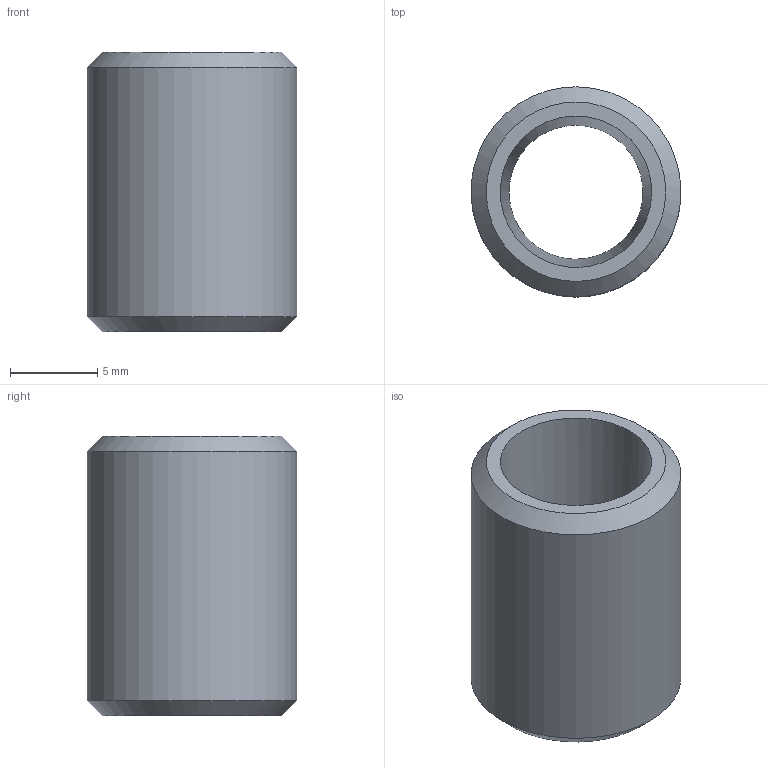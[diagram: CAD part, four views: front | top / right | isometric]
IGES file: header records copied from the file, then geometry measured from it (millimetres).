
Global section: file name: 210100; native system: Autodesk Inventor 2021; preprocessor: unknown; author: Spacek; date: 20201211.095856; units: millimetre
Bounding box: 11.99 x 12 x 16 mm (x, y, z)
Volume: 945.4 mm3; surface area: 1094.9 mm2
Topology: 1 solids, 1 shells, 6 faces, 13 edges, 9 vertices
Faces by surface type: bspline 6
